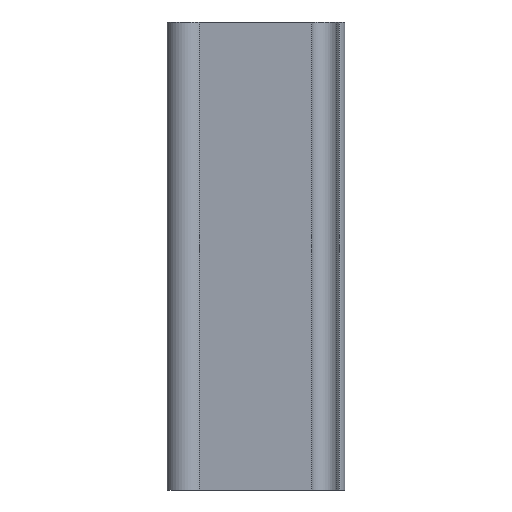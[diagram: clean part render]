
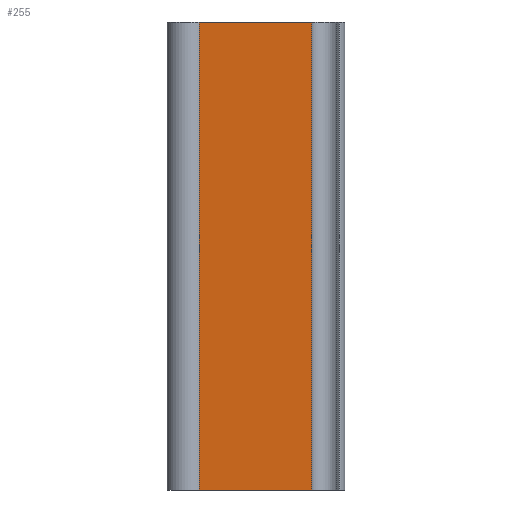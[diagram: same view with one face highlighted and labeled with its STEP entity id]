
A CAD part, left-side view. The second image highlights one B-rep face of the part: STEP entity #255.
In plain terms, the highlighted planar face has unit normal (-0.995, 0.103, 0).
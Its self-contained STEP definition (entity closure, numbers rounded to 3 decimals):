
#39=FACE_OUTER_BOUND('',#53,.T.);
#53=EDGE_LOOP('',(#193,#194,#195,#196));
#69=LINE('',#402,#93);
#75=LINE('',#420,#99);
#76=LINE('',#422,#100);
#77=LINE('',#423,#101);
#93=VECTOR('',#321,10.);
#99=VECTOR('',#337,10.);
#100=VECTOR('',#340,10.);
#101=VECTOR('',#341,10.);
#118=VERTEX_POINT('',#399);
#119=VERTEX_POINT('',#401);
#125=VERTEX_POINT('',#416);
#126=VERTEX_POINT('',#418);
#144=EDGE_CURVE('',#118,#119,#69,.T.);
#153=EDGE_CURVE('',#125,#126,#75,.T.);
#154=EDGE_CURVE('',#118,#125,#76,.T.);
#155=EDGE_CURVE('',#119,#126,#77,.T.);
#193=ORIENTED_EDGE('',*,*,#154,.T.);
#194=ORIENTED_EDGE('',*,*,#153,.T.);
#195=ORIENTED_EDGE('',*,*,#155,.F.);
#196=ORIENTED_EDGE('',*,*,#144,.F.);
#244=PLANE('',#283);
#255=ADVANCED_FACE('',(#39),#244,.T.);
#283=AXIS2_PLACEMENT_3D('',#421,#338,#339);
#321=DIRECTION('',(0.,0.,1.));
#337=DIRECTION('',(0.,0.,1.));
#338=DIRECTION('center_axis',(-0.995,0.103,0.));
#339=DIRECTION('ref_axis',(-0.103,-0.995,0.));
#340=DIRECTION('',(-0.103,-0.995,0.));
#341=DIRECTION('',(-0.103,-0.995,0.));
#399=CARTESIAN_POINT('',(18.083,14.68,0.));
#401=CARTESIAN_POINT('',(18.083,14.68,100.));
#402=CARTESIAN_POINT('',(18.083,14.68,0.));
#416=CARTESIAN_POINT('',(15.32,-11.917,0.));
#418=CARTESIAN_POINT('',(15.32,-11.917,100.));
#420=CARTESIAN_POINT('',(15.32,-11.917,0.));
#421=CARTESIAN_POINT('Origin',(15.413,-11.021,0.));
#422=CARTESIAN_POINT('',(18.083,14.68,0.));
#423=CARTESIAN_POINT('',(18.083,14.68,100.));
